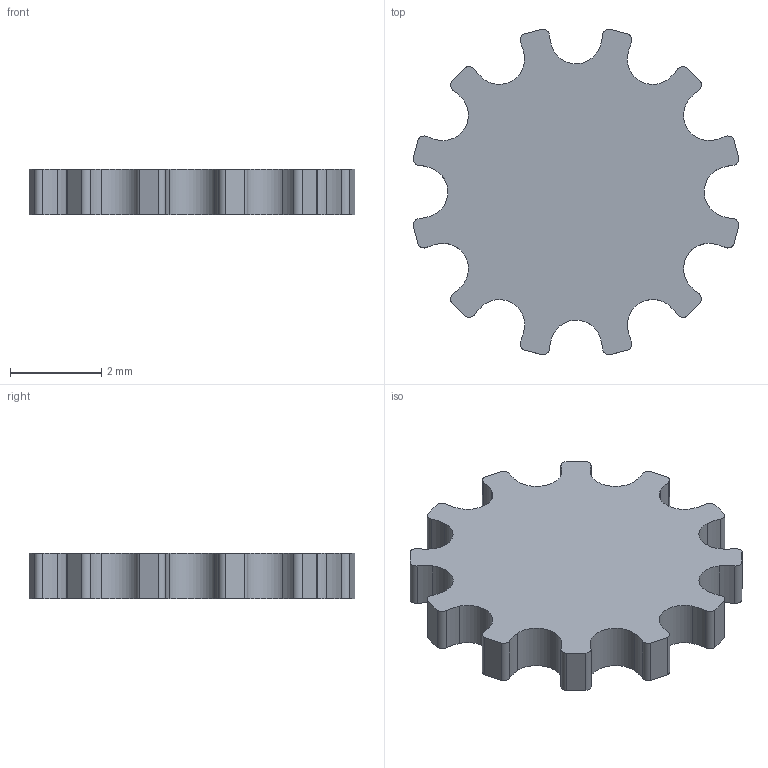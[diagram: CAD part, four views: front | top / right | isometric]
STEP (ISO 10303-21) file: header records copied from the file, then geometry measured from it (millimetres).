
FILE_DESCRIPTION(/* description */ (''),/* implementation_level */ '2;1');
FILE_NAME(/* name */ 'GT2-12~1',/* time_stamp */ '2020-11-19T13:15:01+01:00',/* author */ (''),/* organization */ (''),/* preprocessor_version */ 'ST-DEVELOPER v16.5',/* originating_system */ '',/* authorisation */ '');
FILE_SCHEMA (('AUTOMOTIVE_DESIGN'));
Length unit declared in the file: millimetre
Products named in the file (1): Document
Bounding box: 7.13 x 7.13 x 1 mm (x, y, z)
Volume: 32 mm3; surface area: 97.2 mm2
Topology: 1 solids, 1 shells, 74 faces, 216 edges, 144 vertices
Faces by surface type: bspline 72, plane 2
Entity records: 2306 total; most frequent: CARTESIAN_POINT 1252, ORIENTED_EDGE 432, EDGE_CURVE 216, VERTEX_POINT 144, ADVANCED_FACE 74, FACE_OUTER_BOUND 74, EDGE_LOOP 74, DIRECTION 6
